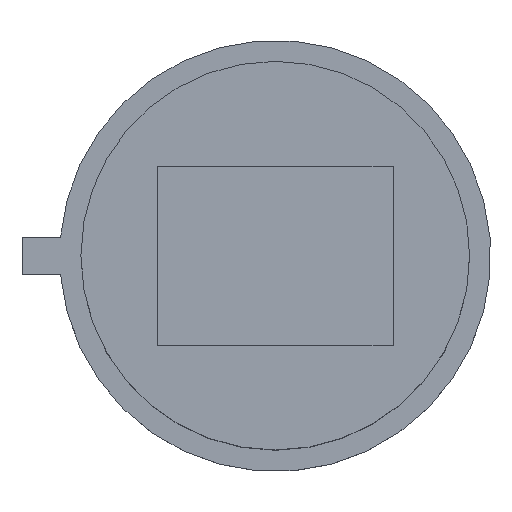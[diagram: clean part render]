
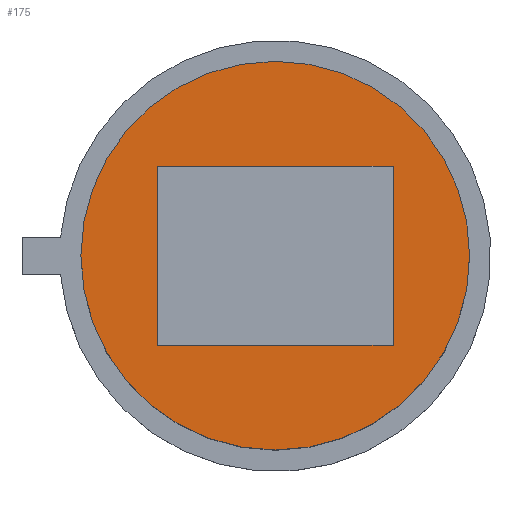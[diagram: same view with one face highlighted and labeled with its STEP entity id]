
A CAD part, top view. The second image highlights one B-rep face of the part: STEP entity #175.
In plain terms, the highlighted planar face has unit normal (0, 0, 1).
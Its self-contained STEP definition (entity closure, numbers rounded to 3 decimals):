
#175=ADVANCED_FACE('',(#336,#338),#340,.T.);
#336=FACE_BOUND('',#337,.T.);
#337=EDGE_LOOP('',(#419));
#338=FACE_BOUND('',#339,.T.);
#339=EDGE_LOOP('',(#420,#421,#422,#423));
#340=PLANE('',#341);
#341=AXIS2_PLACEMENT_3D('',#342,#343,#344);
#342=CARTESIAN_POINT('',(0.,0.,4.35));
#343=DIRECTION('',(0.,0.,1.));
#344=DIRECTION('',(1.,0.,0.));
#419=ORIENTED_EDGE('',*,*,#463,.T.);
#420=ORIENTED_EDGE('',*,*,#464,.T.);
#421=ORIENTED_EDGE('',*,*,#465,.T.);
#422=ORIENTED_EDGE('',*,*,#466,.T.);
#423=ORIENTED_EDGE('',*,*,#467,.T.);
#463=EDGE_CURVE('',#510,#510,#511,.T.);
#464=EDGE_CURVE('',#512,#513,#514,.F.);
#465=EDGE_CURVE('',#513,#515,#516,.F.);
#466=EDGE_CURVE('',#515,#517,#518,.F.);
#467=EDGE_CURVE('',#517,#512,#519,.F.);
#510=VERTEX_POINT('',#613);
#511=CIRCLE('',#614,4.125);
#512=VERTEX_POINT('',#618);
#513=VERTEX_POINT('',#619);
#514=LINE('',#620,#621);
#515=VERTEX_POINT('',#623);
#516=LINE('',#624,#625);
#517=VERTEX_POINT('',#627);
#518=LINE('',#628,#629);
#519=LINE('',#631,#632);
#613=CARTESIAN_POINT('',(4.125,0.,4.35));
#614=AXIS2_PLACEMENT_3D('',#615,#616,#617);
#615=CARTESIAN_POINT('',(0.,0.,4.35));
#616=DIRECTION('',(0.,0.,1.));
#617=DIRECTION('',(1.,0.,0.));
#618=CARTESIAN_POINT('',(2.5,1.9,4.35));
#619=CARTESIAN_POINT('',(2.5,-1.9,4.35));
#620=CARTESIAN_POINT('',(2.5,-1.9,4.35));
#621=VECTOR('',#622,1.);
#622=DIRECTION('',(0.,1.,0.));
#623=CARTESIAN_POINT('',(-2.5,-1.9,4.35));
#624=CARTESIAN_POINT('',(-2.5,-1.9,4.35));
#625=VECTOR('',#626,1.);
#626=DIRECTION('',(1.,0.,0.));
#627=CARTESIAN_POINT('',(-2.5,1.9,4.35));
#628=CARTESIAN_POINT('',(-2.5,1.9,4.35));
#629=VECTOR('',#630,1.);
#630=DIRECTION('',(0.,-1.,0.));
#631=CARTESIAN_POINT('',(2.5,1.9,4.35));
#632=VECTOR('',#633,1.);
#633=DIRECTION('',(-1.,0.,0.));
